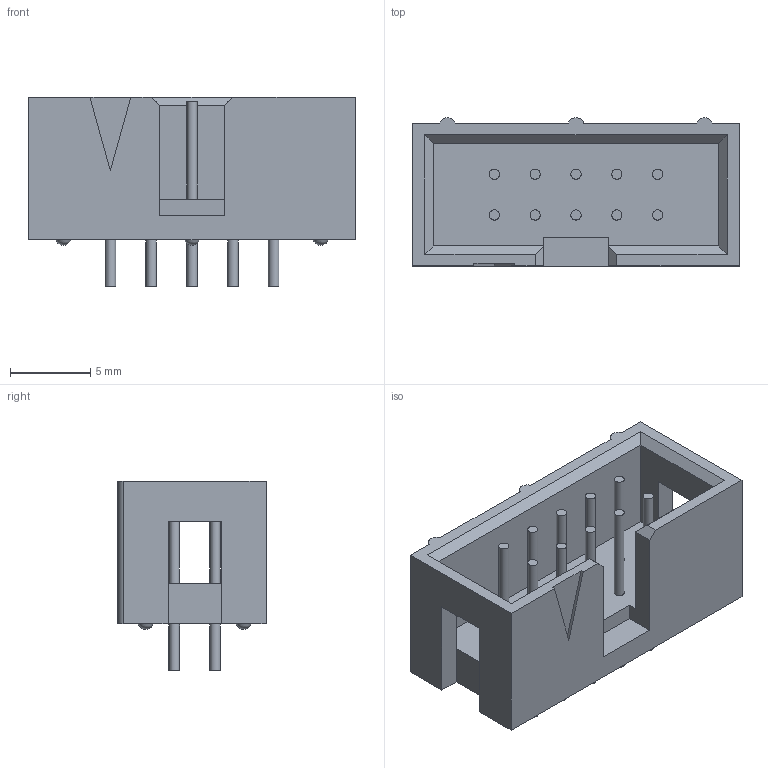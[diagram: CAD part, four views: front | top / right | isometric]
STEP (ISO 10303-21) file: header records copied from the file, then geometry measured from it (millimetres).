
FILE_DESCRIPTION(/* description */ (''),/* implementation_level */ '2;1');
FILE_NAME(/* name */ 'c-1761603-23-a1-3d.step',/* time_stamp */ '2018-09-29T18:48:30-04:00',/* author */ ('cruiz5965'),/* organization */ (''),/* preprocessor_version */ 'ST-DEVELOPER v17.2',/* originating_system */ 'Autodesk Translation Framework v7.6.0.251',/* authorisation */ '');
FILE_SCHEMA (('AUTOMOTIVE_DESIGN { 1 0 10303 214 3 1 1 }'));
Length unit declared in the file: millimetre
Products named in the file (1): c-1761603-23-a1-3d
Bounding box: 20.32 x 9.22 x 11.81 mm (x, y, z)
Volume: 806.4 mm3; surface area: 1309.1 mm2
Topology: 1 solids, 1 shells, 88 faces, 225 edges, 155 vertices
Faces by surface type: plane 60, cylinder 23, sphere 5
Full cylindrical faces by diameter (mm): 0.635 x10, 0.66 x10
Entity records: 2780 total; most frequent: DIRECTION 479, CARTESIAN_POINT 464, ORIENTED_EDGE 440, EDGE_CURVE 220, AXIS2_PLACEMENT_3D 170, VERTEX_POINT 155, LINE 139, VECTOR 139
